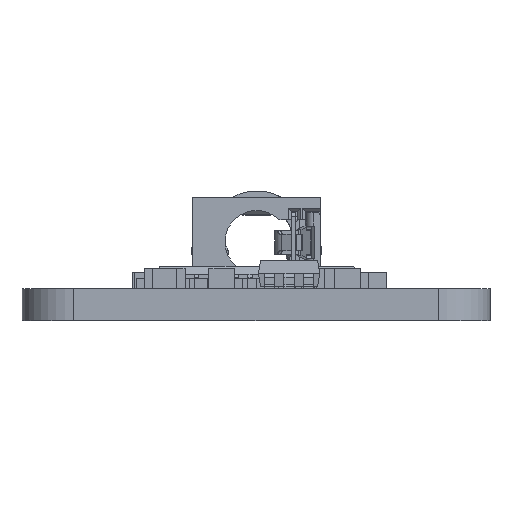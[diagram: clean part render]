
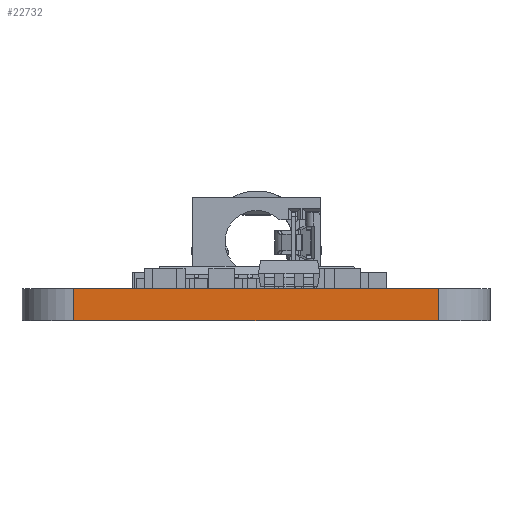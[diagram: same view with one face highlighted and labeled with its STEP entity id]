
A CAD part, left-side view. The second image highlights one B-rep face of the part: STEP entity #22732.
In plain terms, the highlighted planar face has unit normal (-1, 0, 0).
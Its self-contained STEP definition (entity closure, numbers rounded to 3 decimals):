
#426=PLANE('',#24210);
#1335=FACE_OUTER_BOUND('',#2568,.T.);
#2568=EDGE_LOOP('',(#15605,#15606,#15607,#15608));
#3973=LINE('',#32969,#6533);
#3974=LINE('',#32972,#6534);
#3975=LINE('',#32974,#6535);
#3976=LINE('',#32975,#6536);
#6533=VECTOR('',#26487,10.);
#6534=VECTOR('',#26490,10.);
#6535=VECTOR('',#26491,10.);
#6536=VECTOR('',#26492,10.);
#9886=VERTEX_POINT('',#32965);
#9887=VERTEX_POINT('',#32967);
#9888=VERTEX_POINT('',#32971);
#9889=VERTEX_POINT('',#32973);
#12171=EDGE_CURVE('',#9886,#9887,#3973,.T.);
#12172=EDGE_CURVE('',#9886,#9888,#3974,.T.);
#12173=EDGE_CURVE('',#9889,#9887,#3975,.T.);
#12174=EDGE_CURVE('',#9888,#9889,#3976,.T.);
#15605=ORIENTED_EDGE('',*,*,#12172,.F.);
#15606=ORIENTED_EDGE('',*,*,#12171,.T.);
#15607=ORIENTED_EDGE('',*,*,#12173,.F.);
#15608=ORIENTED_EDGE('',*,*,#12174,.F.);
#22732=ADVANCED_FACE('',(#1335),#426,.T.);
#24210=AXIS2_PLACEMENT_3D('',#32970,#26488,#26489);
#26487=DIRECTION('',(0.,0.,1.));
#26488=DIRECTION('center_axis',(-1.,0.,0.));
#26489=DIRECTION('ref_axis',(0.,-1.,0.));
#26490=DIRECTION('',(0.,1.,0.));
#26491=DIRECTION('',(0.,-1.,0.));
#26492=DIRECTION('',(0.,0.,1.));
#32965=CARTESIAN_POINT('',(0.,2.54,0.));
#32967=CARTESIAN_POINT('',(0.,2.54,1.57));
#32969=CARTESIAN_POINT('',(0.,2.54,0.));
#32970=CARTESIAN_POINT('Origin',(0.,20.384,0.));
#32971=CARTESIAN_POINT('',(0.,20.384,0.));
#32972=CARTESIAN_POINT('',(0.,2.54,0.));
#32973=CARTESIAN_POINT('',(0.,20.384,1.57));
#32974=CARTESIAN_POINT('',(0.,2.54,1.57));
#32975=CARTESIAN_POINT('',(0.,20.384,0.));
